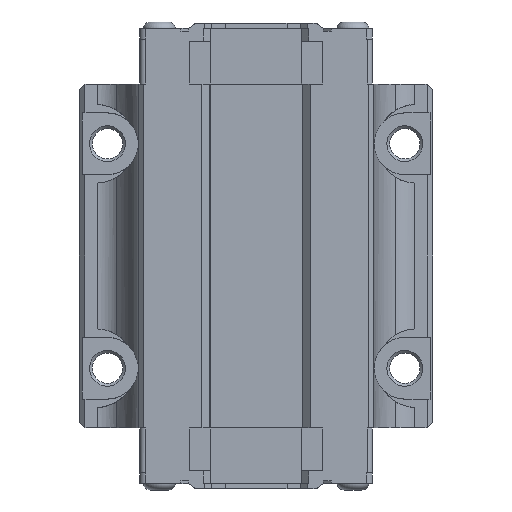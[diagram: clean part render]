
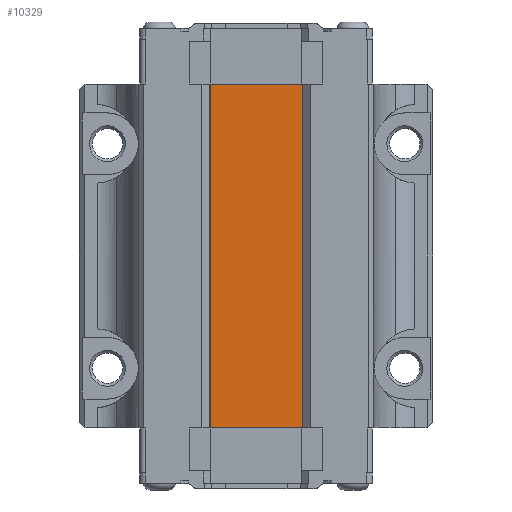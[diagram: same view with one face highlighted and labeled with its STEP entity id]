
A CAD part, front view. The second image highlights one B-rep face of the part: STEP entity #10329.
In plain terms, the highlighted planar face has unit normal (0, -1, 0).
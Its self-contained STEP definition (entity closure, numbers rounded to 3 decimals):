
#1363=FACE_OUTER_BOUND('',#1945,.T.);
#1945=EDGE_LOOP('',(#9406,#9407,#9408,#9409));
#2801=LINE('',#16488,#3875);
#2858=LINE('',#16660,#3932);
#3020=LINE('',#17319,#4094);
#3021=LINE('',#17321,#4095);
#3875=VECTOR('',#13534,10.);
#3932=VECTOR('',#13711,10.);
#4094=VECTOR('',#14143,10.);
#4095=VECTOR('',#14146,10.);
#4863=VERTEX_POINT('',#16485);
#4864=VERTEX_POINT('',#16487);
#4918=VERTEX_POINT('',#16657);
#4919=VERTEX_POINT('',#16659);
#6198=EDGE_CURVE('',#4863,#4864,#2801,.T.);
#6284=EDGE_CURVE('',#4918,#4919,#2858,.T.);
#6514=EDGE_CURVE('',#4863,#4919,#3020,.T.);
#6515=EDGE_CURVE('',#4864,#4918,#3021,.T.);
#9406=ORIENTED_EDGE('',*,*,#6514,.T.);
#9407=ORIENTED_EDGE('',*,*,#6284,.F.);
#9408=ORIENTED_EDGE('',*,*,#6515,.F.);
#9409=ORIENTED_EDGE('',*,*,#6198,.F.);
#9789=PLANE('',#11264);
#10329=ADVANCED_FACE('',(#1363),#9789,.T.);
#11264=AXIS2_PLACEMENT_3D('',#17320,#14144,#14145);
#13534=DIRECTION('',(-1.,0.,0.));
#13711=DIRECTION('',(1.,0.,0.));
#14143=DIRECTION('',(0.,0.,1.));
#14144=DIRECTION('center_axis',(0.,-1.,0.));
#14145=DIRECTION('ref_axis',(1.,0.,0.));
#14146=DIRECTION('',(0.,0.,1.));
#16485=CARTESIAN_POINT('',(8.175,-6.35,-30.65));
#16487=CARTESIAN_POINT('',(-8.175,-6.35,-30.65));
#16488=CARTESIAN_POINT('',(-8.175,-6.35,-30.65));
#16657=CARTESIAN_POINT('',(-8.175,-6.35,30.65));
#16659=CARTESIAN_POINT('',(8.175,-6.35,30.65));
#16660=CARTESIAN_POINT('',(-8.175,-6.35,30.65));
#17319=CARTESIAN_POINT('',(8.175,-6.35,0.));
#17320=CARTESIAN_POINT('Origin',(-8.175,-6.35,0.));
#17321=CARTESIAN_POINT('',(-8.175,-6.35,0.));
